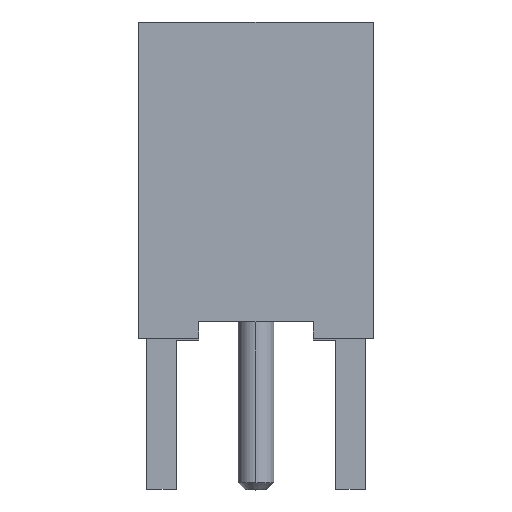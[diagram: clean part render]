
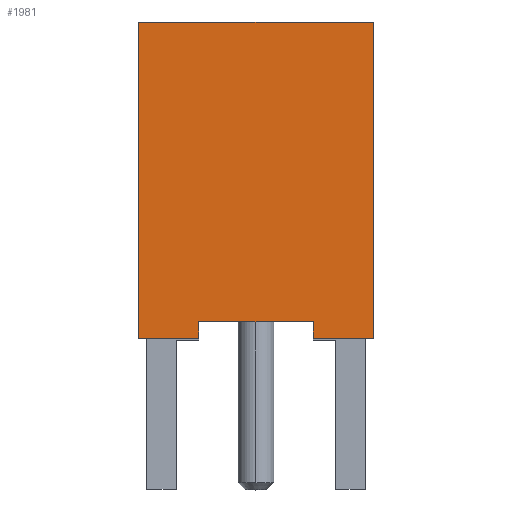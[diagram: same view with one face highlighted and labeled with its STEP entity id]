
A CAD part, top view. The second image highlights one B-rep face of the part: STEP entity #1981.
In plain terms, the highlighted planar face has unit normal (0, 0, 1).
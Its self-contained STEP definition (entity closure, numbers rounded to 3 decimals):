
#27 = LINE ( 'NONE', #267, #206 ) ;
#79 = CARTESIAN_POINT ( 'NONE',  ( -3.15, 3.15, 0. ) ) ;
#92 = CARTESIAN_POINT ( 'NONE',  ( -1.54, -5.35, 0. ) ) ;
#117 = DIRECTION ( 'NONE',  ( 0., -1., 0. ) ) ;
#132 = CARTESIAN_POINT ( 'NONE',  ( -3.15, -5.35, 0. ) ) ;
#187 = DIRECTION ( 'NONE',  ( 0., -1., 0. ) ) ;
#206 = VECTOR ( 'NONE', #1615, 1000. ) ;
#264 = DIRECTION ( 'NONE',  ( 1., 0., 0. ) ) ;
#267 = CARTESIAN_POINT ( 'NONE',  ( 1.54, -5.35, 0. ) ) ;
#351 = EDGE_CURVE ( 'NONE', #2273, #1562, #559, .T. ) ;
#403 = CARTESIAN_POINT ( 'NONE',  ( 1.54, -4.9, 0. ) ) ;
#439 = LINE ( 'NONE', #403, #853 ) ;
#462 = VECTOR ( 'NONE', #969, 1000. ) ;
#482 = CARTESIAN_POINT ( 'NONE',  ( 0., 8., 0. ) ) ;
#559 = LINE ( 'NONE', #1474, #922 ) ;
#562 = ORIENTED_EDGE ( 'NONE', *, *, #2614, .T. ) ;
#583 = ORIENTED_EDGE ( 'NONE', *, *, #2792, .F. ) ;
#597 = VERTEX_POINT ( 'NONE', #132 ) ;
#629 = VERTEX_POINT ( 'NONE', #1864 ) ;
#797 = CARTESIAN_POINT ( 'NONE',  ( 3.15, 3.15, 0. ) ) ;
#853 = VECTOR ( 'NONE', #187, 1000. ) ;
#883 = EDGE_CURVE ( 'NONE', #629, #597, #2056, .T. ) ;
#922 = VECTOR ( 'NONE', #1432, 1000. ) ;
#969 = DIRECTION ( 'NONE',  ( -1., 0., 0. ) ) ;
#979 = ORIENTED_EDGE ( 'NONE', *, *, #1889, .T. ) ;
#984 = VERTEX_POINT ( 'NONE', #797 ) ;
#1120 = VERTEX_POINT ( 'NONE', #1520 ) ;
#1166 = EDGE_CURVE ( 'NONE', #1120, #984, #1929, .T. ) ;
#1200 = FACE_OUTER_BOUND ( 'NONE', #1310, .T. ) ;
#1206 = ORIENTED_EDGE ( 'NONE', *, *, #1166, .T. ) ;
#1215 = EDGE_CURVE ( 'NONE', #1936, #984, #2023, .T. ) ;
#1310 = EDGE_LOOP ( 'NONE', ( #1511, #2638, #2787, #562, #583, #1206, #2381, #979 ) ) ;
#1390 = CARTESIAN_POINT ( 'NONE',  ( -1.54, -4.9, 0. ) ) ;
#1417 = EDGE_CURVE ( 'NONE', #1562, #629, #2016, .T. ) ;
#1432 = DIRECTION ( 'NONE',  ( -1., 0., 0. ) ) ;
#1474 = CARTESIAN_POINT ( 'NONE',  ( 1.54, -4.9, 0. ) ) ;
#1511 = ORIENTED_EDGE ( 'NONE', *, *, #883, .F. ) ;
#1520 = CARTESIAN_POINT ( 'NONE',  ( 3.15, -5.35, 0. ) ) ;
#1562 = VERTEX_POINT ( 'NONE', #1390 ) ;
#1595 = CARTESIAN_POINT ( 'NONE',  ( -3.15, 3.15, 0. ) ) ;
#1615 = DIRECTION ( 'NONE',  ( -1., 0., 0. ) ) ;
#1616 = CARTESIAN_POINT ( 'NONE',  ( -1.54, -4.9, 0. ) ) ;
#1753 = VECTOR ( 'NONE', #117, 1000. ) ;
#1767 = CARTESIAN_POINT ( 'NONE',  ( -3.15, 3.15, 0. ) ) ;
#1813 = LINE ( 'NONE', #79, #2354 ) ;
#1823 = DIRECTION ( 'NONE',  ( 1., 0., 0. ) ) ;
#1864 = CARTESIAN_POINT ( 'NONE',  ( -1.54, -5.35, 0. ) ) ;
#1889 = EDGE_CURVE ( 'NONE', #1936, #597, #1813, .T. ) ;
#1929 = LINE ( 'NONE', #2799, #2482 ) ;
#1936 = VERTEX_POINT ( 'NONE', #1595 ) ;
#1981 = ADVANCED_FACE ( 'NONE', ( #1200 ), #2070, .T. ) ;
#2016 = LINE ( 'NONE', #1616, #1753 ) ;
#2023 = LINE ( 'NONE', #1767, #2715 ) ;
#2028 = AXIS2_PLACEMENT_3D ( 'NONE', #482, #2228, #264 ) ;
#2056 = LINE ( 'NONE', #92, #462 ) ;
#2070 = PLANE ( 'NONE',  #2028 ) ;
#2228 = DIRECTION ( 'NONE',  ( 0., 0., 1. ) ) ;
#2273 = VERTEX_POINT ( 'NONE', #2367 ) ;
#2275 = DIRECTION ( 'NONE',  ( 0., -1., 0. ) ) ;
#2354 = VECTOR ( 'NONE', #2275, 1000. ) ;
#2367 = CARTESIAN_POINT ( 'NONE',  ( 1.54, -4.9, 0. ) ) ;
#2381 = ORIENTED_EDGE ( 'NONE', *, *, #1215, .F. ) ;
#2396 = DIRECTION ( 'NONE',  ( 0., 1., 0. ) ) ;
#2402 = VERTEX_POINT ( 'NONE', #2683 ) ;
#2482 = VECTOR ( 'NONE', #2396, 1000. ) ;
#2614 = EDGE_CURVE ( 'NONE', #2273, #2402, #439, .T. ) ;
#2638 = ORIENTED_EDGE ( 'NONE', *, *, #1417, .F. ) ;
#2683 = CARTESIAN_POINT ( 'NONE',  ( 1.54, -5.35, 0. ) ) ;
#2715 = VECTOR ( 'NONE', #1823, 1000. ) ;
#2787 = ORIENTED_EDGE ( 'NONE', *, *, #351, .F. ) ;
#2792 = EDGE_CURVE ( 'NONE', #1120, #2402, #27, .T. ) ;
#2799 = CARTESIAN_POINT ( 'NONE',  ( 3.15, -5.4, 0. ) ) ;
